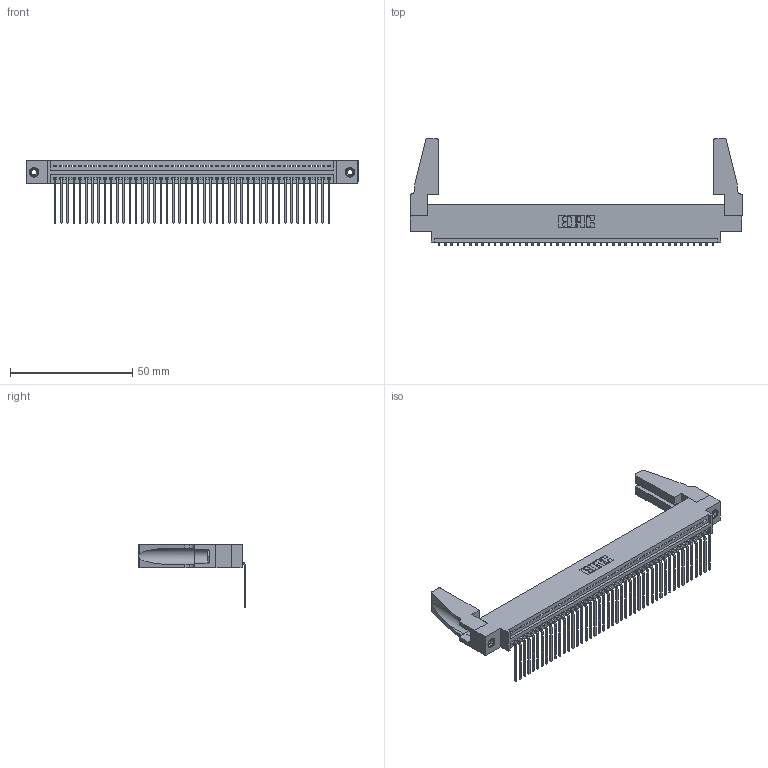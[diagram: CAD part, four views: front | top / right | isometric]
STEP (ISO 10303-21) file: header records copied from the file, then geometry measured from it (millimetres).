
FILE_DESCRIPTION (( 'STEP AP203' ), '1' );
FILE_NAME ('395-045-559-688.STEP', '2019-10-22T19:52:01', ( '' ), ( '' ), 'SwSTEP 2.0', 'SolidWorks 2016', '' );
FILE_SCHEMA (( 'CONFIG_CONTROL_DESIGN' ));
Length unit declared in the file: inch
Products named in the file (5): 395-045-559-688; 345-220-078_345-220-088; 345-292-001_558 559 Tail - 1; 345 Part_0.170 Offset - 0.156 Dia-TH; 345-250-001_345-250-001-102
Assembly tree (50 placements, depth 2):
  395-045-559-688
    345 Part_0.170 Offset - 0.156 Dia-TH
    345-292-001_558 559 Tail - 1  x45
    345-250-001_345-250-001-102  x2
    345-220-078_345-220-088  x2
Bounding box: 135.53 x 43.93 x 25.53 mm (x, y, z)
Volume: 16186.8 mm3; surface area: 21366.1 mm2
Topology: 50 solids, 50 shells, 2954 faces, 8857 edges, 5834 vertices
Faces by surface type: plane 2046, cylinder 892, cone 12, torus 4
Entity records: 35828 total; most frequent: CARTESIAN_POINT 6197, ORIENTED_EDGE 6136, DIRECTION 5414, EDGE_CURVE 3068, VECTOR 2714, LINE 2714, VERTEX_POINT 2038, AXIS2_PLACEMENT_3D 1350
